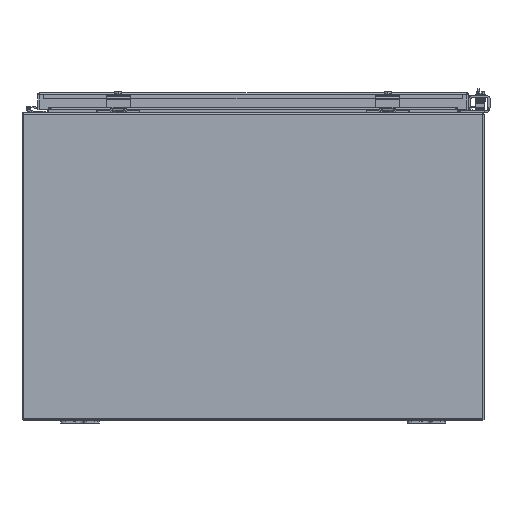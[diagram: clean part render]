
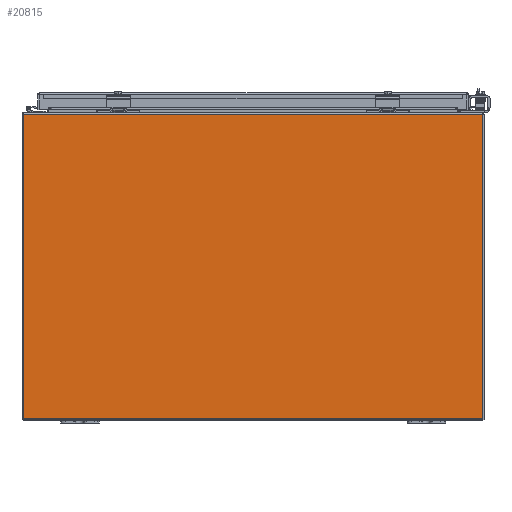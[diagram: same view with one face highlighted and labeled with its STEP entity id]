
A CAD part, front view. The second image highlights one B-rep face of the part: STEP entity #20815.
In plain terms, the highlighted planar face has unit normal (0, -1, 0).
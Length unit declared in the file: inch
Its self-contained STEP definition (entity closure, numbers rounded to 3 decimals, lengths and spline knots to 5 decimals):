
#96 = EDGE_CURVE ( 'NONE', #21458, #13264, #31931, .T. ) ;
#1450 = EDGE_CURVE ( 'NONE', #21458, #17633, #30074, .T. ) ;
#2044 = EDGE_CURVE ( 'NONE', #31363, #13264, #9118, .T. ) ;
#2272 = CARTESIAN_POINT ( 'NONE',  ( 23.852, 0., 15.89475 ) ) ;
#2658 = EDGE_CURVE ( 'NONE', #31363, #17633, #28132, .T. ) ;
#8072 = CARTESIAN_POINT ( 'NONE',  ( 0., 0., 0.10525 ) ) ;
#8155 = DIRECTION ( 'NONE',  ( 0., 0., 1. ) ) ;
#8464 = ORIENTED_EDGE ( 'NONE', *, *, #1450, .F. ) ;
#9118 = LINE ( 'NONE', #32034, #9290 ) ;
#9290 = VECTOR ( 'NONE', #18715, 39.37008 ) ;
#11228 = CARTESIAN_POINT ( 'NONE',  ( 11.926, 0., 0.10525 ) ) ;
#11373 = DIRECTION ( 'NONE',  ( 1., 0., 0. ) ) ;
#11510 = DIRECTION ( 'NONE',  ( 0., 1., 0. ) ) ;
#11546 = CARTESIAN_POINT ( 'NONE',  ( 11.926, 0., -14.86218 ) ) ;
#11908 = PLANE ( 'NONE',  #31352 ) ;
#13264 = VERTEX_POINT ( 'NONE', #30225 ) ;
#13360 = DIRECTION ( 'NONE',  ( 1., 0., 0. ) ) ;
#14594 = ORIENTED_EDGE ( 'NONE', *, *, #2658, .T. ) ;
#14754 = ORIENTED_EDGE ( 'NONE', *, *, #96, .T. ) ;
#16639 = FACE_OUTER_BOUND ( 'NONE', #34873, .T. ) ;
#17633 = VERTEX_POINT ( 'NONE', #27367 ) ;
#17950 = ORIENTED_EDGE ( 'NONE', *, *, #2044, .F. ) ;
#18715 = DIRECTION ( 'NONE',  ( 0., 0., -1. ) ) ;
#20815 = ADVANCED_FACE ( 'NONE', ( #16639 ), #11908, .F. ) ;
#21458 = VERTEX_POINT ( 'NONE', #27400 ) ;
#23941 = VECTOR ( 'NONE', #13360, 39.37008 ) ;
#25736 = VECTOR ( 'NONE', #36406, 39.37008 ) ;
#27367 = CARTESIAN_POINT ( 'NONE',  ( 0., 0., 15.89475 ) ) ;
#27400 = CARTESIAN_POINT ( 'NONE',  ( 0., 0., 0.10525 ) ) ;
#28132 = LINE ( 'NONE', #37565, #25736 ) ;
#30074 = LINE ( 'NONE', #8072, #31809 ) ;
#30225 = CARTESIAN_POINT ( 'NONE',  ( 23.852, 0., 0.10525 ) ) ;
#31352 = AXIS2_PLACEMENT_3D ( 'NONE', #11546, #11510, #11373 ) ;
#31363 = VERTEX_POINT ( 'NONE', #2272 ) ;
#31809 = VECTOR ( 'NONE', #8155, 39.37008 ) ;
#31931 = LINE ( 'NONE', #11228, #23941 ) ;
#32034 = CARTESIAN_POINT ( 'NONE',  ( 23.852, 0., -0.04012 ) ) ;
#34873 = EDGE_LOOP ( 'NONE', ( #14594, #8464, #14754, #17950 ) ) ;
#36406 = DIRECTION ( 'NONE',  ( -1., 0., 0. ) ) ;
#37565 = CARTESIAN_POINT ( 'NONE',  ( 17.889, 0., 15.89475 ) ) ;
